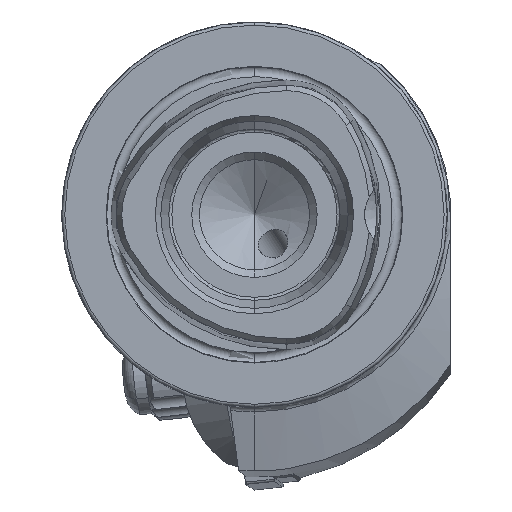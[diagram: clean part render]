
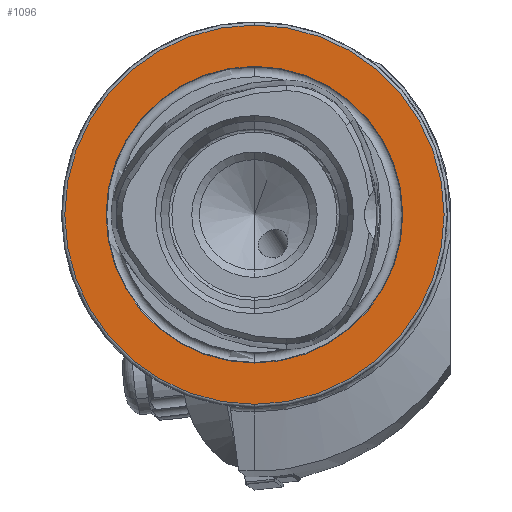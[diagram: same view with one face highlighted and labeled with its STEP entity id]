
A CAD part, left-side view. The second image highlights one B-rep face of the part: STEP entity #1096.
In plain terms, the highlighted planar face has unit normal (-1, 0, 0).
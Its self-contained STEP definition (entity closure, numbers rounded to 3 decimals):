
#68 = EDGE_CURVE ( 'NONE', #3978, #3979, #4076, .T. ) ;
#72 = EDGE_CURVE ( 'NONE', #3981, #3982, #4083, .T. ) ;
#1096 = ADVANCED_FACE ( 'NONE', ( #9135, #9129 ), #8688, .F. ) ;
#1778 = EDGE_LOOP ( 'NONE', ( #1870, #1871 ) ) ;
#1787 = EDGE_LOOP ( 'NONE', ( #1872, #1873 ) ) ;
#1870 = ORIENTED_EDGE ( 'NONE', *, *, #14376, .F. ) ;
#1871 = ORIENTED_EDGE ( 'NONE', *, *, #68, .F. ) ;
#1872 = ORIENTED_EDGE ( 'NONE', *, *, #72, .T. ) ;
#1873 = ORIENTED_EDGE ( 'NONE', *, *, #14375, .T. ) ;
#3978 = VERTEX_POINT ( 'NONE', #11774 ) ;
#3979 = VERTEX_POINT ( 'NONE', #11775 ) ;
#3981 = VERTEX_POINT ( 'NONE', #11777 ) ;
#3982 = VERTEX_POINT ( 'NONE', #11778 ) ;
#4076 = CIRCLE ( 'NONE', #14508, 24.25 ) ;
#4083 = CIRCLE ( 'NONE', #14511, 31. ) ;
#4914 = CARTESIAN_POINT ( 'NONE',  ( 0., 0., 0. ) ) ;
#4915 = DIRECTION ( 'NONE',  ( -1., 0., 0. ) ) ;
#4916 = DIRECTION ( 'NONE',  ( 0., 0., 1. ) ) ;
#4925 = CARTESIAN_POINT ( 'NONE',  ( 0., 0., 0. ) ) ;
#4926 = DIRECTION ( 'NONE',  ( -1., 0., 0. ) ) ;
#4927 = DIRECTION ( 'NONE',  ( 0., 0., 1. ) ) ;
#7105 = AXIS2_PLACEMENT_3D ( 'NONE', #8681, #8691, #8692 ) ;
#7387 = AXIS2_PLACEMENT_3D ( 'NONE', #11913, #11914, #11915 ) ;
#7389 = AXIS2_PLACEMENT_3D ( 'NONE', #11918, #11919, #11920 ) ;
#8681 = CARTESIAN_POINT ( 'NONE',  ( 0., 24.25, 0. ) ) ;
#8688 = PLANE ( 'NONE',  #7105 ) ;
#8691 = DIRECTION ( 'NONE',  ( 1., 0., 0. ) ) ;
#8692 = DIRECTION ( 'NONE',  ( 0., 0., -1. ) ) ;
#9129 = FACE_OUTER_BOUND ( 'NONE', #1787, .T. ) ;
#9135 = FACE_BOUND ( 'NONE', #1778, .T. ) ;
#9537 = CIRCLE ( 'NONE', #7387, 31. ) ;
#9541 = CIRCLE ( 'NONE', #7389, 24.25 ) ;
#11774 = CARTESIAN_POINT ( 'NONE',  ( 0., 0., -24.25 ) ) ;
#11775 = CARTESIAN_POINT ( 'NONE',  ( 0., 0., 24.25 ) ) ;
#11777 = CARTESIAN_POINT ( 'NONE',  ( 0., 0., 31. ) ) ;
#11778 = CARTESIAN_POINT ( 'NONE',  ( 0., 0., -31. ) ) ;
#11913 = CARTESIAN_POINT ( 'NONE',  ( 0., 0., 0. ) ) ;
#11914 = DIRECTION ( 'NONE',  ( -1., 0., 0. ) ) ;
#11915 = DIRECTION ( 'NONE',  ( 0., 0., 1. ) ) ;
#11918 = CARTESIAN_POINT ( 'NONE',  ( 0., 0., 0. ) ) ;
#11919 = DIRECTION ( 'NONE',  ( -1., 0., 0. ) ) ;
#11920 = DIRECTION ( 'NONE',  ( 0., 0., 1. ) ) ;
#14375 = EDGE_CURVE ( 'NONE', #3982, #3981, #9537, .T. ) ;
#14376 = EDGE_CURVE ( 'NONE', #3979, #3978, #9541, .T. ) ;
#14508 = AXIS2_PLACEMENT_3D ( 'NONE', #4914, #4915, #4916 ) ;
#14511 = AXIS2_PLACEMENT_3D ( 'NONE', #4925, #4926, #4927 ) ;
